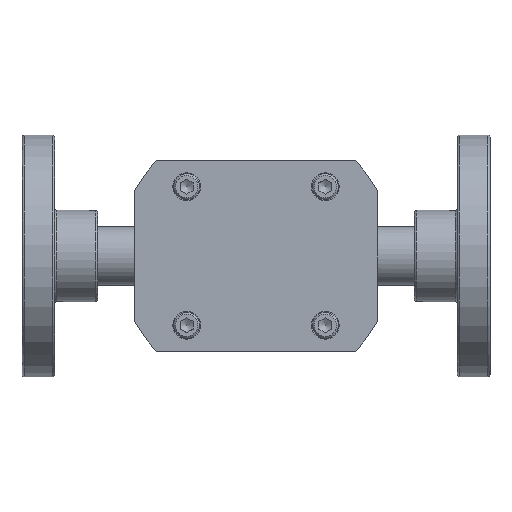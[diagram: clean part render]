
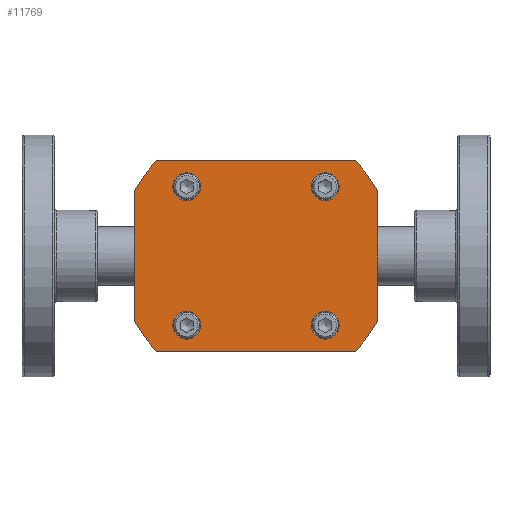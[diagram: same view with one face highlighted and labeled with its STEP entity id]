
A CAD part, front view. The second image highlights one B-rep face of the part: STEP entity #11769.
In plain terms, the highlighted planar face has unit normal (0, -1, 0).
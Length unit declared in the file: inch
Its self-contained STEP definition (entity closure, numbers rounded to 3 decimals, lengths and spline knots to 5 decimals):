
#11325=CARTESIAN_POINT('',(-1.75,0.,-0.94216));
#11326=VERTEX_POINT('',#11325);
#11333=CARTESIAN_POINT('',(-1.75,0.,0.94216));
#11334=VERTEX_POINT('',#11333);
#11335=CARTESIAN_POINT('',(-1.75,0.,0.94216));
#11336=DIRECTION('',(0.0,0.0,-1.0));
#11337=VECTOR('',#11336,1.88431);
#11338=LINE('',#11335,#11337);
#11339=EDGE_CURVE('',#11334,#11326,#11338,.T.);
#11399=CARTESIAN_POINT('',(1.75,0.,0.94216));
#11400=VERTEX_POINT('',#11399);
#11407=CARTESIAN_POINT('',(1.75,0.,-0.94216));
#11408=VERTEX_POINT('',#11407);
#11409=CARTESIAN_POINT('',(1.75,0.,-0.94216));
#11410=DIRECTION('',(0.0,0.0,1.0));
#11411=VECTOR('',#11410,1.88431);
#11412=LINE('',#11409,#11411);
#11413=EDGE_CURVE('',#11408,#11400,#11412,.T.);
#11454=CARTESIAN_POINT('',(-1.,0.,0.8));
#11455=VERTEX_POINT('',#11454);
#11456=CARTESIAN_POINT('',(-1.,0.,1.));
#11457=DIRECTION('',(0.0,1.0,0.0));
#11458=DIRECTION('',(0.0,0.0,-1.0));
#11459=AXIS2_PLACEMENT_3D('',#11456,#11457,#11458);
#11460=CIRCLE('',#11459,0.2);
#11461=EDGE_CURVE('',#11455,#11455,#11460,.T.);
#11495=CARTESIAN_POINT('',(-0.8,0.,-1.));
#11496=VERTEX_POINT('',#11495);
#11497=CARTESIAN_POINT('',(-1.,0.,-1.));
#11498=DIRECTION('',(0.0,1.0,0.0));
#11499=DIRECTION('',(1.0,0.0,0.0));
#11500=AXIS2_PLACEMENT_3D('',#11497,#11498,#11499);
#11501=CIRCLE('',#11500,0.2);
#11502=EDGE_CURVE('',#11496,#11496,#11501,.T.);
#11544=CARTESIAN_POINT('',(1.,0.,-0.8));
#11545=VERTEX_POINT('',#11544);
#11546=CARTESIAN_POINT('',(1.,0.,-1.));
#11547=DIRECTION('',(0.0,1.0,0.0));
#11548=DIRECTION('',(0.0,0.0,1.0));
#11549=AXIS2_PLACEMENT_3D('',#11546,#11547,#11548);
#11550=CIRCLE('',#11549,0.2);
#11551=EDGE_CURVE('',#11545,#11545,#11550,.T.);
#11593=CARTESIAN_POINT('',(0.8,0.,1.));
#11594=VERTEX_POINT('',#11593);
#11595=CARTESIAN_POINT('',(1.,0.,1.));
#11596=DIRECTION('',(0.0,1.0,0.0));
#11597=DIRECTION('',(-1.0,0.0,0.0));
#11598=AXIS2_PLACEMENT_3D('',#11595,#11596,#11597);
#11599=CIRCLE('',#11598,0.2);
#11600=EDGE_CURVE('',#11594,#11594,#11599,.T.);
#11613=CARTESIAN_POINT('',(1.43511,0.,1.375));
#11614=VERTEX_POINT('',#11613);
#11621=CARTESIAN_POINT('',(0.0,0.0,0.0));
#11622=DIRECTION('',(0.,-1.0,0.));
#11623=DIRECTION('',(-0.722,0.,-0.692));
#11624=AXIS2_PLACEMENT_3D('',#11621,#11622,#11623);
#11625=CIRCLE('',#11624,1.9875);
#11626=EDGE_CURVE('',#11400,#11614,#11625,.T.);
#11638=CARTESIAN_POINT('',(-1.43511,0.,1.375));
#11639=VERTEX_POINT('',#11638);
#11646=CARTESIAN_POINT('',(1.43511,0.,1.375));
#11647=DIRECTION('',(-1.0,0.0,0.0));
#11648=VECTOR('',#11647,2.87021);
#11649=LINE('',#11646,#11648);
#11650=EDGE_CURVE('',#11614,#11639,#11649,.T.);
#11663=CARTESIAN_POINT('',(0.0,0.0,0.0));
#11664=DIRECTION('',(0.,-1.0,0.));
#11665=DIRECTION('',(0.881,0.,-0.474));
#11666=AXIS2_PLACEMENT_3D('',#11663,#11664,#11665);
#11667=CIRCLE('',#11666,1.9875);
#11668=EDGE_CURVE('',#11639,#11334,#11667,.T.);
#11680=CARTESIAN_POINT('',(-1.43511,0.,-1.375));
#11681=VERTEX_POINT('',#11680);
#11688=CARTESIAN_POINT('',(0.0,0.0,0.0));
#11689=DIRECTION('',(0.,-1.0,0.));
#11690=DIRECTION('',(0.722,0.,0.692));
#11691=AXIS2_PLACEMENT_3D('',#11688,#11689,#11690);
#11692=CIRCLE('',#11691,1.9875);
#11693=EDGE_CURVE('',#11326,#11681,#11692,.T.);
#11705=CARTESIAN_POINT('',(1.43511,0.,-1.375));
#11706=VERTEX_POINT('',#11705);
#11713=CARTESIAN_POINT('',(-1.43511,0.,-1.375));
#11714=DIRECTION('',(1.0,0.0,0.0));
#11715=VECTOR('',#11714,2.87021);
#11716=LINE('',#11713,#11715);
#11717=EDGE_CURVE('',#11681,#11706,#11716,.T.);
#11730=CARTESIAN_POINT('',(0.0,0.0,0.0));
#11731=DIRECTION('',(0.,-1.,0.));
#11732=DIRECTION('',(-0.881,0.,0.474));
#11733=AXIS2_PLACEMENT_3D('',#11730,#11731,#11732);
#11734=CIRCLE('',#11733,1.9875);
#11735=EDGE_CURVE('',#11706,#11408,#11734,.T.);
#11742=CARTESIAN_POINT('',(0.,0.,0.));
#11743=DIRECTION('',(0.0,1.0,0.0));
#11744=DIRECTION('',(0.0,0.0,-1.0));
#11745=AXIS2_PLACEMENT_3D('',#11742,#11743,#11744);
#11746=PLANE('',#11745);
#11747=ORIENTED_EDGE('',*,*,#11413,.T.);
#11748=ORIENTED_EDGE('',*,*,#11626,.T.);
#11749=ORIENTED_EDGE('',*,*,#11650,.T.);
#11750=ORIENTED_EDGE('',*,*,#11668,.T.);
#11751=ORIENTED_EDGE('',*,*,#11339,.T.);
#11752=ORIENTED_EDGE('',*,*,#11693,.T.);
#11753=ORIENTED_EDGE('',*,*,#11717,.T.);
#11754=ORIENTED_EDGE('',*,*,#11735,.T.);
#11755=EDGE_LOOP('',(#11747,#11748,#11749,#11750,#11751,#11752,#11753,#11754));
#11756=FACE_OUTER_BOUND('',#11755,.T.);
#11757=ORIENTED_EDGE('',*,*,#11461,.T.);
#11758=EDGE_LOOP('',(#11757));
#11759=FACE_BOUND('',#11758,.T.);
#11760=ORIENTED_EDGE('',*,*,#11502,.T.);
#11761=EDGE_LOOP('',(#11760));
#11762=FACE_BOUND('',#11761,.T.);
#11763=ORIENTED_EDGE('',*,*,#11551,.T.);
#11764=EDGE_LOOP('',(#11763));
#11765=FACE_BOUND('',#11764,.T.);
#11766=ORIENTED_EDGE('',*,*,#11600,.T.);
#11767=EDGE_LOOP('',(#11766));
#11768=FACE_BOUND('',#11767,.T.);
#11769=ADVANCED_FACE('',(#11756,#11759,#11762,#11765,#11768),#11746,.F.);
